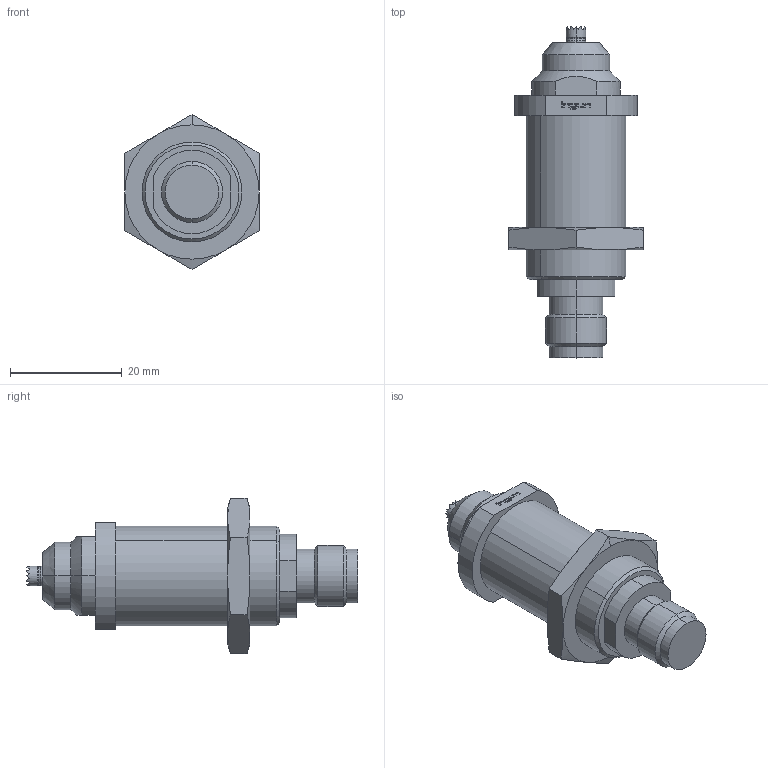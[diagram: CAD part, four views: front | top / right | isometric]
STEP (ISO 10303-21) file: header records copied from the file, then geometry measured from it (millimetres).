
FILE_DESCRIPTION (( 'STEP AP203' ), '1' );
FILE_NAME ('INGUN_HFS-409_306_350_A_xx42_M.STEP', '2022-04-28T05:37:10', ( 'ochi' ), ( '' ), 'SwSTEP 2.0', 'SolidWorks 2018', '' );
FILE_SCHEMA (( 'CONFIG_CONTROL_DESIGN' ));
Length unit declared in the file: millimetre
Products named in the file (1): INGUN_HFS-409_306_350_A_xx42_M
Bounding box: 24 x 59.3 x 27.71 mm (x, y, z)
Volume: 11935.4 mm3; surface area: 4263.9 mm2
Topology: 1 solids, 1 shells, 257 faces, 574 edges, 336 vertices
Faces by surface type: plane 162, cylinder 37, cone 32, bspline 22, torus 4
Entity records: 7394 total; most frequent: CARTESIAN_POINT 2028, ORIENTED_EDGE 1148, DIRECTION 991, EDGE_CURVE 574, AXIS2_PLACEMENT_3D 345, VERTEX_POINT 336, LINE 301, VECTOR 301
